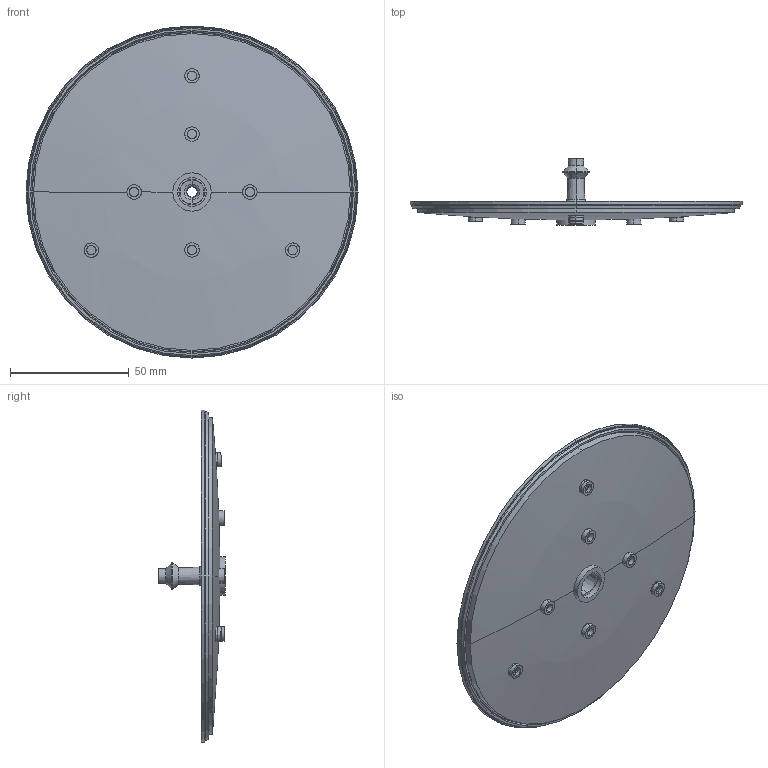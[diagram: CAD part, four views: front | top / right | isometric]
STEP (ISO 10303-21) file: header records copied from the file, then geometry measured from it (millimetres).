
FILE_DESCRIPTION((''),'2;1');
FILE_NAME('PREDETERMINADO','2023-05-17T12:23:19',('Admin'),(''),'CREO PARAMETRIC BY PTC INC, 2023073','CREO PARAMETRIC BY PTC INC, 2023073','');
FILE_SCHEMA(('CONFIG_CONTROL_DESIGN'));
Length unit declared in the file: millimetre
Products named in the file (1): PREDETERMINADO
Bounding box: 140 x 28 x 140 mm (x, y, z)
Volume: 33920.9 mm3; surface area: 41641.6 mm2
Topology: 1 solids, 1 shells, 470 faces, 1076 edges, 624 vertices
Faces by surface type: bspline 140, cylinder 84, torus 82, sphere 62, cone 62, plane 40
Entity records: 23383 total; most frequent: CARTESIAN_POINT 13678, ORIENTED_EDGE 2148, DIRECTION 1909, EDGE_CURVE 1074, AXIS2_PLACEMENT_3D 859, VERTEX_POINT 624, CIRCLE 529, EDGE_LOOP 490
